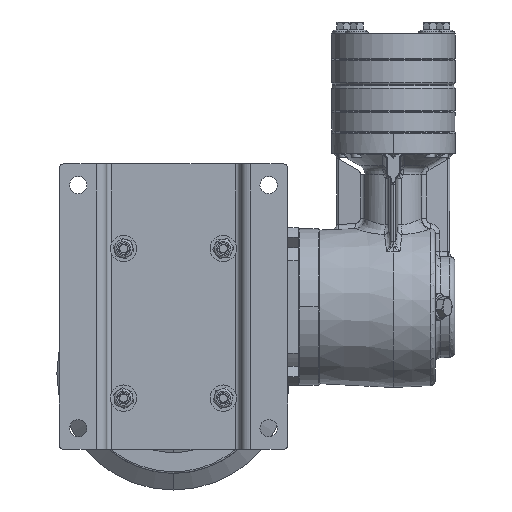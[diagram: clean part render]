
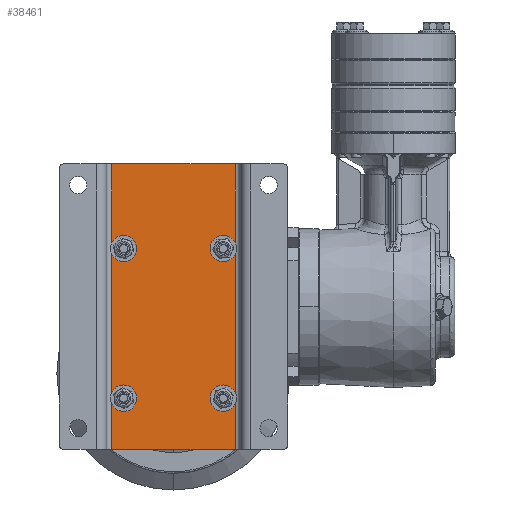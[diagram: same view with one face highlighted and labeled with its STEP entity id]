
A CAD part, front view. The second image highlights one B-rep face of the part: STEP entity #38461.
In plain terms, the highlighted planar face has unit normal (0, -1, 0).
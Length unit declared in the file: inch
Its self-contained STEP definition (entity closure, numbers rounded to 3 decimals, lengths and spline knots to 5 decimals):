
#1031 = ORIENTED_EDGE ( 'NONE', *, *, #26513, .F. ) ;
#1132 = EDGE_CURVE ( 'NONE', #40386, #96143, #89324, .T. ) ;
#1610 = DIRECTION ( 'NONE',  ( 0., -1., 0. ) ) ;
#3825 = DIRECTION ( 'NONE',  ( 0., 0., -1. ) ) ;
#4324 = FACE_BOUND ( 'NONE', #34225, .T. ) ;
#4360 = DIRECTION ( 'NONE',  ( -1., 0., 0. ) ) ;
#4514 = AXIS2_PLACEMENT_3D ( 'NONE', #93110, #42703, #101559 ) ;
#5275 = ORIENTED_EDGE ( 'NONE', *, *, #64823, .F. ) ;
#6384 = VERTEX_POINT ( 'NONE', #53913 ) ;
#6991 = DIRECTION ( 'NONE',  ( 0., -1., 0. ) ) ;
#7308 = CIRCLE ( 'NONE', #23740, 0.14 ) ;
#7529 = DIRECTION ( 'NONE',  ( 0., 0., 1. ) ) ;
#8234 = CARTESIAN_POINT ( 'NONE',  ( -3.61876, -2.0885, -3.36984 ) ) ;
#8266 = VERTEX_POINT ( 'NONE', #43555 ) ;
#12149 = CARTESIAN_POINT ( 'NONE',  ( -4.01876, -2.0885, 1.52016 ) ) ;
#12500 = ORIENTED_EDGE ( 'NONE', *, *, #49238, .T. ) ;
#16607 = DIRECTION ( 'NONE',  ( 0., 0., -1. ) ) ;
#19279 = EDGE_CURVE ( 'NONE', #78990, #80888, #96531, .T. ) ;
#19355 = DIRECTION ( 'NONE',  ( 0., -1., 0. ) ) ;
#22380 = LINE ( 'NONE', #37348, #84078 ) ;
#23029 = EDGE_LOOP ( 'NONE', ( #45557, #33510 ) ) ;
#23456 = ORIENTED_EDGE ( 'NONE', *, *, #65056, .T. ) ;
#23740 = AXIS2_PLACEMENT_3D ( 'NONE', #91349, #40985, #99834 ) ;
#24263 = ORIENTED_EDGE ( 'NONE', *, *, #75964, .F. ) ;
#24333 = VERTEX_POINT ( 'NONE', #72411 ) ;
#24500 = VECTOR ( 'NONE', #71492, 39.37008 ) ;
#24570 = ORIENTED_EDGE ( 'NONE', *, *, #69390, .F. ) ;
#25206 = DIRECTION ( 'NONE',  ( 0., -1., 0. ) ) ;
#26513 = EDGE_CURVE ( 'NONE', #42394, #33234, #7308, .T. ) ;
#33234 = VERTEX_POINT ( 'NONE', #12149 ) ;
#33510 = ORIENTED_EDGE ( 'NONE', *, *, #67486, .F. ) ;
#34225 = EDGE_LOOP ( 'NONE', ( #24570, #24263 ) ) ;
#34595 = DIRECTION ( 'NONE',  ( 0., -1., 0. ) ) ;
#36136 = AXIS2_PLACEMENT_3D ( 'NONE', #104398, #54004, #3825 ) ;
#36518 = CIRCLE ( 'NONE', #52015, 0.14 ) ;
#37348 = CARTESIAN_POINT ( 'NONE',  ( -6.65876, -2.0885, -3.36984 ) ) ;
#38461 = ADVANCED_FACE ( 'NONE', ( #71304, #4324, #93583, #48862, #90940 ), #83018, .F. ) ;
#40386 = VERTEX_POINT ( 'NONE', #70526 ) ;
#40985 = DIRECTION ( 'NONE',  ( 0., -1., 0. ) ) ;
#42394 = VERTEX_POINT ( 'NONE', #44438 ) ;
#42510 = CIRCLE ( 'NONE', #36136, 0.14 ) ;
#42703 = DIRECTION ( 'NONE',  ( 0., -1., 0. ) ) ;
#43555 = CARTESIAN_POINT ( 'NONE',  ( -4.01876, -2.0885, -2.29984 ) ) ;
#44424 = AXIS2_PLACEMENT_3D ( 'NONE', #84930, #34595, #93396 ) ;
#44438 = CARTESIAN_POINT ( 'NONE',  ( -4.01876, -2.0885, 1.24016 ) ) ;
#44692 = EDGE_LOOP ( 'NONE', ( #72409, #12500, #23456, #99605 ) ) ;
#44738 = CARTESIAN_POINT ( 'NONE',  ( -4.01876, -2.0885, -2.01984 ) ) ;
#44993 = CIRCLE ( 'NONE', #76345, 0.14 ) ;
#45557 = ORIENTED_EDGE ( 'NONE', *, *, #1132, .F. ) ;
#45970 = EDGE_LOOP ( 'NONE', ( #102159, #98537 ) ) ;
#46822 = LINE ( 'NONE', #62994, #24500 ) ;
#48589 = AXIS2_PLACEMENT_3D ( 'NONE', #8234, #66925, #16607 ) ;
#48862 = FACE_BOUND ( 'NONE', #45970, .T. ) ;
#48876 = CARTESIAN_POINT ( 'NONE',  ( -3.73876, -2.0885, 3.38016 ) ) ;
#49238 = EDGE_CURVE ( 'NONE', #78990, #24333, #89589, .T. ) ;
#51772 = CARTESIAN_POINT ( 'NONE',  ( -6.37876, -2.0885, -2.15984 ) ) ;
#52015 = AXIS2_PLACEMENT_3D ( 'NONE', #57212, #6991, #65685 ) ;
#53913 = CARTESIAN_POINT ( 'NONE',  ( -6.51876, -2.0885, 1.38016 ) ) ;
#54004 = DIRECTION ( 'NONE',  ( 0., -1., 0. ) ) ;
#55393 = VERTEX_POINT ( 'NONE', #96820 ) ;
#55979 = CIRCLE ( 'NONE', #44424, 0.14 ) ;
#56786 = CIRCLE ( 'NONE', #94699, 0.14 ) ;
#57212 = CARTESIAN_POINT ( 'NONE',  ( -6.37876, -2.0885, -2.15984 ) ) ;
#60264 = DIRECTION ( 'NONE',  ( 0., 0., -1. ) ) ;
#62994 = CARTESIAN_POINT ( 'NONE',  ( -3.61876, -2.0885, 3.38016 ) ) ;
#64823 = EDGE_CURVE ( 'NONE', #33234, #42394, #56786, .T. ) ;
#65056 = EDGE_CURVE ( 'NONE', #24333, #107038, #46822, .T. ) ;
#65685 = DIRECTION ( 'NONE',  ( 0., 0., -1. ) ) ;
#66925 = DIRECTION ( 'NONE',  ( 0., 1., 0. ) ) ;
#67282 = VECTOR ( 'NONE', #7529, 39.37008 ) ;
#67486 = EDGE_CURVE ( 'NONE', #96143, #40386, #36518, .T. ) ;
#69390 = EDGE_CURVE ( 'NONE', #8266, #104940, #100945, .T. ) ;
#69659 = CARTESIAN_POINT ( 'NONE',  ( -4.01876, -2.0885, -2.15984 ) ) ;
#70467 = DIRECTION ( 'NONE',  ( 0., 0., -1. ) ) ;
#70526 = CARTESIAN_POINT ( 'NONE',  ( -6.37876, -2.0885, -2.29984 ) ) ;
#70910 = CARTESIAN_POINT ( 'NONE',  ( -6.65876, -2.0885, -3.36984 ) ) ;
#71304 = FACE_BOUND ( 'NONE', #85331, .T. ) ;
#71492 = DIRECTION ( 'NONE',  ( -1., 0., 0. ) ) ;
#72409 = ORIENTED_EDGE ( 'NONE', *, *, #19279, .F. ) ;
#72411 = CARTESIAN_POINT ( 'NONE',  ( -3.73876, -2.0885, 3.38016 ) ) ;
#74155 = VECTOR ( 'NONE', #4360, 39.37008 ) ;
#75040 = EDGE_CURVE ( 'NONE', #6384, #55393, #42510, .T. ) ;
#75546 = CARTESIAN_POINT ( 'NONE',  ( -4.01876, -2.0885, 1.38016 ) ) ;
#75964 = EDGE_CURVE ( 'NONE', #104940, #8266, #44993, .T. ) ;
#76345 = AXIS2_PLACEMENT_3D ( 'NONE', #69659, #19355, #78003 ) ;
#78003 = DIRECTION ( 'NONE',  ( 0., 0., -1. ) ) ;
#78990 = VERTEX_POINT ( 'NONE', #104849 ) ;
#79560 = CARTESIAN_POINT ( 'NONE',  ( -3.61876, -2.0885, -3.36984 ) ) ;
#80888 = VERTEX_POINT ( 'NONE', #70910 ) ;
#83018 = PLANE ( 'NONE',  #48589 ) ;
#83969 = DIRECTION ( 'NONE',  ( 0., 0., -1. ) ) ;
#84078 = VECTOR ( 'NONE', #70467, 39.37008 ) ;
#84930 = CARTESIAN_POINT ( 'NONE',  ( -6.37876, -2.0885, 1.38016 ) ) ;
#85331 = EDGE_LOOP ( 'NONE', ( #1031, #5275 ) ) ;
#87509 = CARTESIAN_POINT ( 'NONE',  ( -6.37876, -2.0885, -2.01984 ) ) ;
#89324 = CIRCLE ( 'NONE', #106271, 0.14 ) ;
#89589 = LINE ( 'NONE', #48876, #67282 ) ;
#90940 = FACE_OUTER_BOUND ( 'NONE', #44692, .T. ) ;
#91349 = CARTESIAN_POINT ( 'NONE',  ( -4.01876, -2.0885, 1.38016 ) ) ;
#93110 = CARTESIAN_POINT ( 'NONE',  ( -4.01876, -2.0885, -2.15984 ) ) ;
#93396 = DIRECTION ( 'NONE',  ( 0., 0., -1. ) ) ;
#93583 = FACE_BOUND ( 'NONE', #23029, .T. ) ;
#94699 = AXIS2_PLACEMENT_3D ( 'NONE', #75546, #25206, #83969 ) ;
#96143 = VERTEX_POINT ( 'NONE', #87509 ) ;
#96531 = LINE ( 'NONE', #79560, #74155 ) ;
#96820 = CARTESIAN_POINT ( 'NONE',  ( -6.23876, -2.0885, 1.38016 ) ) ;
#97097 = EDGE_CURVE ( 'NONE', #107038, #80888, #22380, .T. ) ;
#98537 = ORIENTED_EDGE ( 'NONE', *, *, #75040, .F. ) ;
#99605 = ORIENTED_EDGE ( 'NONE', *, *, #97097, .T. ) ;
#99834 = DIRECTION ( 'NONE',  ( 0., 0., -1. ) ) ;
#100945 = CIRCLE ( 'NONE', #4514, 0.14 ) ;
#101559 = DIRECTION ( 'NONE',  ( 0., 0., -1. ) ) ;
#102159 = ORIENTED_EDGE ( 'NONE', *, *, #102672, .F. ) ;
#102672 = EDGE_CURVE ( 'NONE', #55393, #6384, #55979, .T. ) ;
#103478 = CARTESIAN_POINT ( 'NONE',  ( -6.65876, -2.0885, 3.38016 ) ) ;
#104398 = CARTESIAN_POINT ( 'NONE',  ( -6.37876, -2.0885, 1.38016 ) ) ;
#104849 = CARTESIAN_POINT ( 'NONE',  ( -3.73876, -2.0885, -3.36984 ) ) ;
#104940 = VERTEX_POINT ( 'NONE', #44738 ) ;
#106271 = AXIS2_PLACEMENT_3D ( 'NONE', #51772, #1610, #60264 ) ;
#107038 = VERTEX_POINT ( 'NONE', #103478 ) ;
